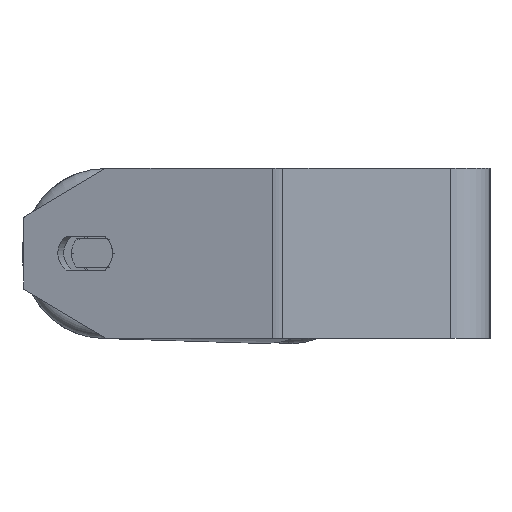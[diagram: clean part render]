
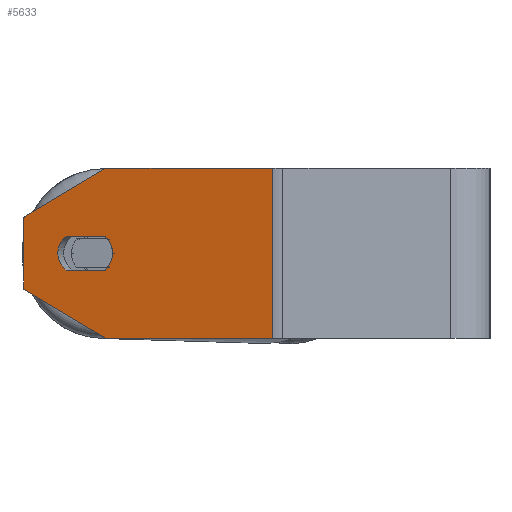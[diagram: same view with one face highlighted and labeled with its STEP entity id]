
A CAD part, left-side view. The second image highlights one B-rep face of the part: STEP entity #5633.
In plain terms, the highlighted planar face has unit normal (-0.966, 0.259, 0).
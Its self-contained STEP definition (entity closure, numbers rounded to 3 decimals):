
#104 = CARTESIAN_POINT ( 'NONE',  ( -399.523, 76.694, -30. ) ) ;
#115 = DIRECTION ( 'NONE',  ( 0.224, 0.837, -0.5 ) ) ;
#124 = ORIENTED_EDGE ( 'NONE', *, *, #2515, .F. ) ;
#206 = CARTESIAN_POINT ( 'NONE',  ( -375.975, 164.576, -30. ) ) ;
#313 = DIRECTION ( 'NONE',  ( -0.966, 0.259, 0. ) ) ;
#346 = FACE_BOUND ( 'NONE', #5116, .T. ) ;
#643 = CARTESIAN_POINT ( 'NONE',  ( -383.61, 136.081, -6. ) ) ;
#687 = VECTOR ( 'NONE', #115, 1000. ) ;
#841 = VERTEX_POINT ( 'NONE', #7696 ) ;
#901 = VERTEX_POINT ( 'NONE', #8489 ) ;
#904 = ORIENTED_EDGE ( 'NONE', *, *, #3748, .F. ) ;
#980 = ORIENTED_EDGE ( 'NONE', *, *, #1968, .F. ) ;
#1103 = DIRECTION ( 'NONE',  ( 0., 0., -1. ) ) ;
#1110 = CARTESIAN_POINT ( 'NONE',  ( -375.975, 164.576, 30. ) ) ;
#1249 = DIRECTION ( 'NONE',  ( 0., 0., -1. ) ) ;
#1317 = CARTESIAN_POINT ( 'NONE',  ( -399.523, 76.694, 30. ) ) ;
#1631 = CARTESIAN_POINT ( 'NONE',  ( -382.446, 140.428, 0. ) ) ;
#1771 = VERTEX_POINT ( 'NONE', #2251 ) ;
#1781 = ORIENTED_EDGE ( 'NONE', *, *, #3610, .T. ) ;
#1920 = DIRECTION ( 'NONE',  ( -0.966, 0.259, 0. ) ) ;
#1947 = VERTEX_POINT ( 'NONE', #5586 ) ;
#1968 = EDGE_CURVE ( 'NONE', #8032, #1947, #8569, .T. ) ;
#1984 = VECTOR ( 'NONE', #2814, 1000. ) ;
#1998 = VECTOR ( 'NONE', #1103, 1000. ) ;
#2143 = ORIENTED_EDGE ( 'NONE', *, *, #3965, .T. ) ;
#2202 = CARTESIAN_POINT ( 'NONE',  ( -383.74, 135.598, -30. ) ) ;
#2206 = VECTOR ( 'NONE', #1249, 1000. ) ;
#2251 = CARTESIAN_POINT ( 'NONE',  ( -379.987, 149.604, 6. ) ) ;
#2282 = LINE ( 'NONE', #2202, #4877 ) ;
#2344 = AXIS2_PLACEMENT_3D ( 'NONE', #4999, #313, #8337 ) ;
#2467 = DIRECTION ( 'NONE',  ( 0.259, 0.966, 0. ) ) ;
#2502 = EDGE_CURVE ( 'NONE', #3582, #5013, #6888, .T. ) ;
#2515 = EDGE_CURVE ( 'NONE', #841, #4805, #4972, .T. ) ;
#2529 = CARTESIAN_POINT ( 'NONE',  ( -375.975, 164.576, -12.679 ) ) ;
#2534 = DIRECTION ( 'NONE',  ( 0.259, 0.966, 0. ) ) ;
#2592 = EDGE_LOOP ( 'NONE', ( #2143, #1781, #8500, #904, #4790, #7084 ) ) ;
#2650 = DIRECTION ( 'NONE',  ( -0.259, -0.966, 0. ) ) ;
#2732 = LINE ( 'NONE', #4008, #2206 ) ;
#2814 = DIRECTION ( 'NONE',  ( -0.259, -0.966, 0. ) ) ;
#2911 = CARTESIAN_POINT ( 'NONE',  ( -383.61, 136.081, -6. ) ) ;
#3087 = CARTESIAN_POINT ( 'NONE',  ( -375.975, 164.576, 30. ) ) ;
#3167 = CARTESIAN_POINT ( 'NONE',  ( -383.61, 136.081, 6. ) ) ;
#3312 = VECTOR ( 'NONE', #2650, 1000. ) ;
#3519 = DIRECTION ( 'NONE',  ( -0.259, -0.966, 0. ) ) ;
#3582 = VERTEX_POINT ( 'NONE', #6808 ) ;
#3610 = EDGE_CURVE ( 'NONE', #6831, #3582, #2282, .T. ) ;
#3614 = CARTESIAN_POINT ( 'NONE',  ( -375.975, 164.576, 12.679 ) ) ;
#3748 = EDGE_CURVE ( 'NONE', #4892, #5013, #2732, .T. ) ;
#3965 = EDGE_CURVE ( 'NONE', #8587, #6831, #7746, .T. ) ;
#3974 = LINE ( 'NONE', #6776, #3312 ) ;
#4008 = CARTESIAN_POINT ( 'NONE',  ( -399.523, 76.694, 30. ) ) ;
#4488 = FACE_OUTER_BOUND ( 'NONE', #2592, .T. ) ;
#4679 = CIRCLE ( 'NONE', #6821, 7.5 ) ;
#4790 = ORIENTED_EDGE ( 'NONE', *, *, #8757, .F. ) ;
#4805 = VERTEX_POINT ( 'NONE', #643 ) ;
#4877 = VECTOR ( 'NONE', #7747, 1000. ) ;
#4892 = VERTEX_POINT ( 'NONE', #1317 ) ;
#4972 = LINE ( 'NONE', #2911, #6970 ) ;
#4999 = CARTESIAN_POINT ( 'NONE',  ( -382.446, 140.428, 0. ) ) ;
#5013 = VERTEX_POINT ( 'NONE', #104 ) ;
#5116 = EDGE_LOOP ( 'NONE', ( #124, #5659, #6032, #980, #5215 ) ) ;
#5181 = LINE ( 'NONE', #3167, #5273 ) ;
#5215 = ORIENTED_EDGE ( 'NONE', *, *, #6439, .F. ) ;
#5273 = VECTOR ( 'NONE', #2534, 1000. ) ;
#5580 = CIRCLE ( 'NONE', #6703, 7.5 ) ;
#5586 = CARTESIAN_POINT ( 'NONE',  ( -383.61, 136.081, 6. ) ) ;
#5633 = ADVANCED_FACE ( 'NONE', ( #346, #4488 ), #5783, .F. ) ;
#5659 = ORIENTED_EDGE ( 'NONE', *, *, #8783, .F. ) ;
#5783 = PLANE ( 'NONE',  #7390 ) ;
#5889 = EDGE_CURVE ( 'NONE', #901, #8587, #6938, .T. ) ;
#5965 = CARTESIAN_POINT ( 'NONE',  ( -381.151, 145.257, 0. ) ) ;
#6032 = ORIENTED_EDGE ( 'NONE', *, *, #8425, .F. ) ;
#6100 = DIRECTION ( 'NONE',  ( 0.259, 0.966, 0. ) ) ;
#6439 = EDGE_CURVE ( 'NONE', #4805, #8032, #4679, .T. ) ;
#6703 = AXIS2_PLACEMENT_3D ( 'NONE', #5965, #1920, #6100 ) ;
#6776 = CARTESIAN_POINT ( 'NONE',  ( -375.975, 164.576, 30. ) ) ;
#6808 = CARTESIAN_POINT ( 'NONE',  ( -383.74, 135.598, -30. ) ) ;
#6813 = DIRECTION ( 'NONE',  ( -0.966, 0.259, 0. ) ) ;
#6821 = AXIS2_PLACEMENT_3D ( 'NONE', #1631, #6813, #7530 ) ;
#6831 = VERTEX_POINT ( 'NONE', #2529 ) ;
#6888 = LINE ( 'NONE', #206, #1984 ) ;
#6938 = LINE ( 'NONE', #3614, #687 ) ;
#6970 = VECTOR ( 'NONE', #3519, 1000. ) ;
#7084 = ORIENTED_EDGE ( 'NONE', *, *, #5889, .T. ) ;
#7390 = AXIS2_PLACEMENT_3D ( 'NONE', #1110, #8499, #2467 ) ;
#7530 = DIRECTION ( 'NONE',  ( -0.259, -0.966, 0. ) ) ;
#7612 = CARTESIAN_POINT ( 'NONE',  ( -375.975, 164.576, 12.679 ) ) ;
#7696 = CARTESIAN_POINT ( 'NONE',  ( -379.987, 149.604, -6. ) ) ;
#7746 = LINE ( 'NONE', #3087, #1998 ) ;
#7747 = DIRECTION ( 'NONE',  ( -0.224, -0.837, -0.5 ) ) ;
#8032 = VERTEX_POINT ( 'NONE', #8510 ) ;
#8337 = DIRECTION ( 'NONE',  ( -0.259, -0.966, 0. ) ) ;
#8425 = EDGE_CURVE ( 'NONE', #1947, #1771, #5181, .T. ) ;
#8489 = CARTESIAN_POINT ( 'NONE',  ( -383.74, 135.598, 30. ) ) ;
#8499 = DIRECTION ( 'NONE',  ( 0.966, -0.259, 0. ) ) ;
#8500 = ORIENTED_EDGE ( 'NONE', *, *, #2502, .T. ) ;
#8510 = CARTESIAN_POINT ( 'NONE',  ( -384.387, 133.183, 0. ) ) ;
#8569 = CIRCLE ( 'NONE', #2344, 7.5 ) ;
#8587 = VERTEX_POINT ( 'NONE', #7612 ) ;
#8757 = EDGE_CURVE ( 'NONE', #901, #4892, #3974, .T. ) ;
#8783 = EDGE_CURVE ( 'NONE', #1771, #841, #5580, .T. ) ;
